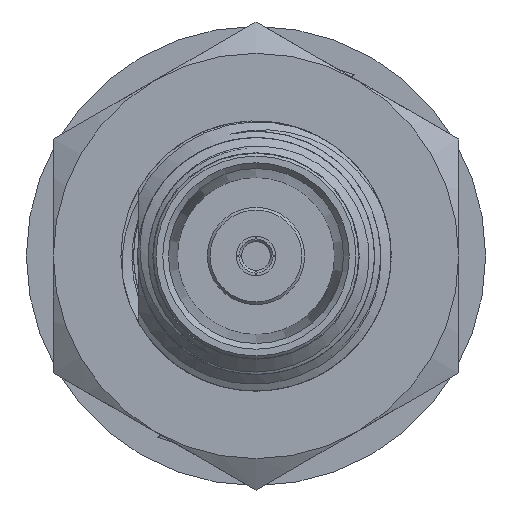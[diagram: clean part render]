
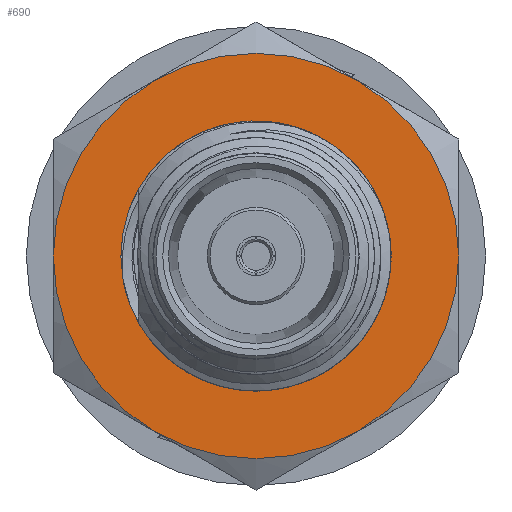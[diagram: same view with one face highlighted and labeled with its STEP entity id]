
A CAD part, left-side view. The second image highlights one B-rep face of the part: STEP entity #690.
In plain terms, the highlighted planar face has unit normal (-1, 0, 0).
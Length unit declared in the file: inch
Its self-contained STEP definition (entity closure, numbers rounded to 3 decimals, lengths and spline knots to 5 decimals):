
#122 = CARTESIAN_POINT ( 'NONE',  ( 0.50126, 0., 0. ) ) ;
#448 = CARTESIAN_POINT ( 'NONE',  ( 0.50126, 0., 0. ) ) ;
#690 = ADVANCED_FACE ( 'NONE', ( #4305, #17356 ), #6731, .T. ) ;
#1306 = EDGE_CURVE ( 'NONE', #22846, #10590, #22654, .T. ) ;
#1318 = ORIENTED_EDGE ( 'NONE', *, *, #2753, .T. ) ;
#1560 = CARTESIAN_POINT ( 'NONE',  ( 0.50126, 0.1875, 0.32476 ) ) ;
#2117 = EDGE_CURVE ( 'NONE', #20886, #24052, #14684, .T. ) ;
#2429 = CARTESIAN_POINT ( 'NONE',  ( 0.50126, -0.375, 0. ) ) ;
#2430 = ORIENTED_EDGE ( 'NONE', *, *, #14980, .F. ) ;
#2753 = EDGE_CURVE ( 'NONE', #7631, #20886, #10550, .T. ) ;
#4159 = AXIS2_PLACEMENT_3D ( 'NONE', #20460, #9132, #7474 ) ;
#4305 = FACE_BOUND ( 'NONE', #19897, .T. ) ;
#4501 = EDGE_CURVE ( 'NONE', #23135, #11531, #17964, .T. ) ;
#4805 = ORIENTED_EDGE ( 'NONE', *, *, #18999, .T. ) ;
#4948 = EDGE_CURVE ( 'NONE', #11531, #22857, #6360, .T. ) ;
#5138 = DIRECTION ( 'NONE',  ( -1., 0., 0. ) ) ;
#5581 = AXIS2_PLACEMENT_3D ( 'NONE', #19643, #21552, #11984 ) ;
#5965 = DIRECTION ( 'NONE',  ( 0., 0.5, -0.866 ) ) ;
#6360 = CIRCLE ( 'NONE', #4159, 0.375 ) ;
#6427 = CARTESIAN_POINT ( 'NONE',  ( 0.50126, 0.375, 0. ) ) ;
#6731 = PLANE ( 'NONE',  #22316 ) ;
#7474 = DIRECTION ( 'NONE',  ( 0., -1., 0. ) ) ;
#7475 = DIRECTION ( 'NONE',  ( -1., 0., 0. ) ) ;
#7533 = CARTESIAN_POINT ( 'NONE',  ( 0.50126, 0.21894, 0.12069 ) ) ;
#7631 = VERTEX_POINT ( 'NONE', #8083 ) ;
#7782 = CARTESIAN_POINT ( 'NONE',  ( 0.50126, -0.1875, 0.32476 ) ) ;
#8049 = AXIS2_PLACEMENT_3D ( 'NONE', #448, #13771, #14990 ) ;
#8068 = CIRCLE ( 'NONE', #8049, 0.375 ) ;
#8083 = CARTESIAN_POINT ( 'NONE',  ( 0.50126, -0.1875, -0.32476 ) ) ;
#8137 = DIRECTION ( 'NONE',  ( -1., 0., 0. ) ) ;
#8138 = ORIENTED_EDGE ( 'NONE', *, *, #4948, .T. ) ;
#8236 = AXIS2_PLACEMENT_3D ( 'NONE', #15006, #7475, #16909 ) ;
#8594 = CIRCLE ( 'NONE', #19026, 0.375 ) ;
#8716 = CARTESIAN_POINT ( 'NONE',  ( 0.50126, 0., 0. ) ) ;
#9132 = DIRECTION ( 'NONE',  ( -1., 0., 0. ) ) ;
#10196 = ORIENTED_EDGE ( 'NONE', *, *, #2117, .T. ) ;
#10550 = CIRCLE ( 'NONE', #15053, 0.375 ) ;
#10585 = CARTESIAN_POINT ( 'NONE',  ( 0.50126, 0.1875, -0.32476 ) ) ;
#10590 = VERTEX_POINT ( 'NONE', #7533 ) ;
#11531 = VERTEX_POINT ( 'NONE', #6427 ) ;
#11974 = DIRECTION ( 'NONE',  ( 0., -1., 0. ) ) ;
#11984 = DIRECTION ( 'NONE',  ( 0., -1., 0. ) ) ;
#12813 = CIRCLE ( 'NONE', #13135, 0.25 ) ;
#13135 = AXIS2_PLACEMENT_3D ( 'NONE', #122, #13690, #5965 ) ;
#13511 = EDGE_CURVE ( 'NONE', #24052, #23135, #8068, .T. ) ;
#13690 = DIRECTION ( 'NONE',  ( -1., 0., 0. ) ) ;
#13771 = DIRECTION ( 'NONE',  ( -1., 0., 0. ) ) ;
#13864 = CARTESIAN_POINT ( 'NONE',  ( 0.50126, 0., 0. ) ) ;
#14533 = DIRECTION ( 'NONE',  ( 0., -1., 0. ) ) ;
#14684 = CIRCLE ( 'NONE', #15380, 0.375 ) ;
#14866 = EDGE_LOOP ( 'NONE', ( #1318, #10196, #19401, #22686, #8138, #4805 ) ) ;
#14980 = EDGE_CURVE ( 'NONE', #10590, #22846, #12813, .T. ) ;
#14990 = DIRECTION ( 'NONE',  ( 0., -1., 0. ) ) ;
#15006 = CARTESIAN_POINT ( 'NONE',  ( 0.50126, 0., 0. ) ) ;
#15053 = AXIS2_PLACEMENT_3D ( 'NONE', #23984, #5138, #24068 ) ;
#15380 = AXIS2_PLACEMENT_3D ( 'NONE', #21879, #21804, #14533 ) ;
#16339 = DIRECTION ( 'NONE',  ( -1., 0., 0. ) ) ;
#16909 = DIRECTION ( 'NONE',  ( 0., 0.5, -0.866 ) ) ;
#17356 = FACE_OUTER_BOUND ( 'NONE', #14866, .T. ) ;
#17899 = CARTESIAN_POINT ( 'NONE',  ( 0.50126, 0.06947, 0.24015 ) ) ;
#17964 = CIRCLE ( 'NONE', #5581, 0.375 ) ;
#18247 = DIRECTION ( 'NONE',  ( 0., 0.5, -0.866 ) ) ;
#18999 = EDGE_CURVE ( 'NONE', #22857, #7631, #8594, .T. ) ;
#19026 = AXIS2_PLACEMENT_3D ( 'NONE', #13864, #8137, #11974 ) ;
#19401 = ORIENTED_EDGE ( 'NONE', *, *, #13511, .T. ) ;
#19643 = CARTESIAN_POINT ( 'NONE',  ( 0.50126, 0., 0. ) ) ;
#19897 = EDGE_LOOP ( 'NONE', ( #2430, #21896 ) ) ;
#20460 = CARTESIAN_POINT ( 'NONE',  ( 0.50126, 0., 0. ) ) ;
#20886 = VERTEX_POINT ( 'NONE', #2429 ) ;
#21552 = DIRECTION ( 'NONE',  ( -1., 0., 0. ) ) ;
#21804 = DIRECTION ( 'NONE',  ( -1., 0., 0. ) ) ;
#21879 = CARTESIAN_POINT ( 'NONE',  ( 0.50126, 0., 0. ) ) ;
#21896 = ORIENTED_EDGE ( 'NONE', *, *, #1306, .F. ) ;
#22316 = AXIS2_PLACEMENT_3D ( 'NONE', #8716, #16339, #18247 ) ;
#22654 = CIRCLE ( 'NONE', #8236, 0.25 ) ;
#22686 = ORIENTED_EDGE ( 'NONE', *, *, #4501, .T. ) ;
#22846 = VERTEX_POINT ( 'NONE', #17899 ) ;
#22857 = VERTEX_POINT ( 'NONE', #10585 ) ;
#23135 = VERTEX_POINT ( 'NONE', #1560 ) ;
#23984 = CARTESIAN_POINT ( 'NONE',  ( 0.50126, 0., 0. ) ) ;
#24052 = VERTEX_POINT ( 'NONE', #7782 ) ;
#24068 = DIRECTION ( 'NONE',  ( 0., -1., 0. ) ) ;
